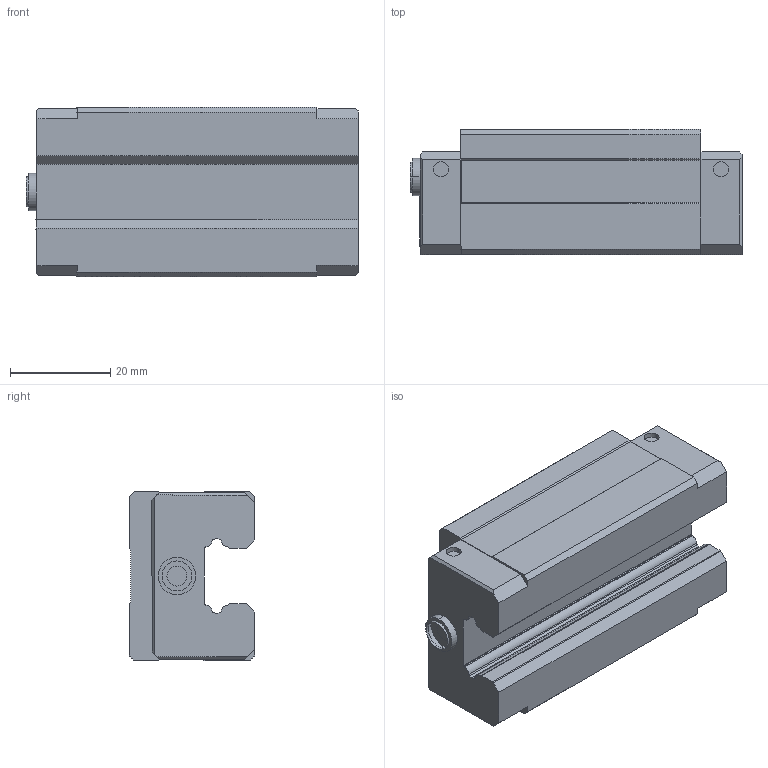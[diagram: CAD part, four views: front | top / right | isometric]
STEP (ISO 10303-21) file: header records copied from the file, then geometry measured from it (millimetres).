
FILE_DESCRIPTION (( 'STEP AP214' ), '1' );
FILE_NAME ('SHS15RSS, Føringsvogn, Bondy.STEP', '2020-06-15T08:02:28', ( '' ), ( '' ), 'SwSTEP 2.0', 'SolidWorks 2020', '' );
FILE_SCHEMA (( 'AUTOMOTIVE_DESIGN' ));
Length unit declared in the file: millimetre
Products named in the file (3): _SHS15RSSPB1021B1 Slide15-55; _PB1021B-SHS_grease_nipple_joint; SHS15RSS, Føringsvogn, Bondy
Assembly tree (2 placements, depth 2):
  SHS15RSS, Føringsvogn, Bondy
    _SHS15RSSPB1021B1 Slide15-55
    _PB1021B-SHS_grease_nipple_joint
Bounding box: 66.4 x 25 x 34 mm (x, y, z)
Volume: 43273 mm3; surface area: 10523.9 mm2
Topology: 1 solids, 2 shells, 122 faces, 331 edges, 214 vertices
Faces by surface type: plane 67, cylinder 39, cone 16
Entity records: 3892 total; most frequent: DIRECTION 673, CARTESIAN_POINT 665, ORIENTED_EDGE 644, EDGE_CURVE 323, VECTOR 229, LINE 229, AXIS2_PLACEMENT_3D 222, VERTEX_POINT 214
